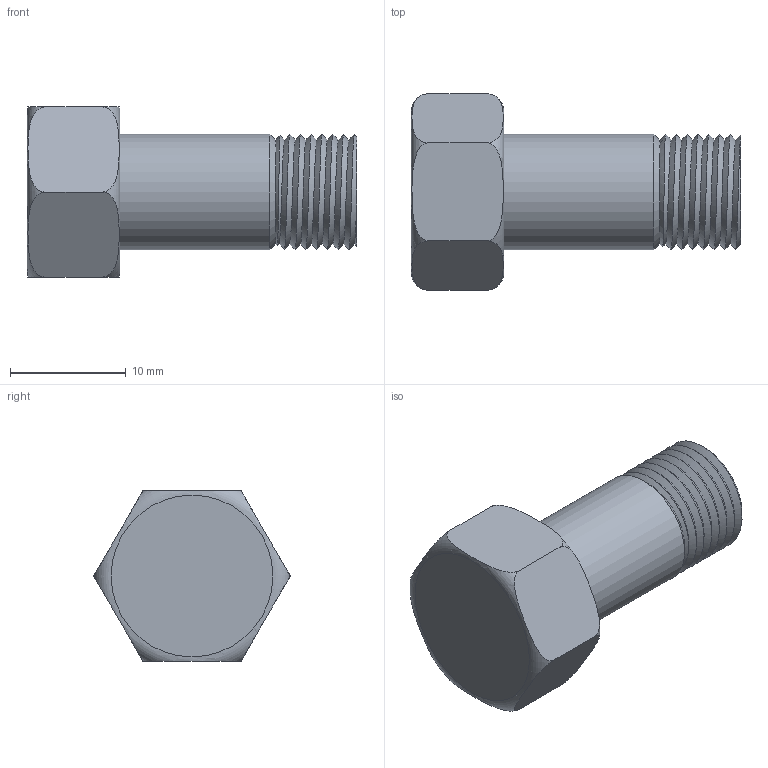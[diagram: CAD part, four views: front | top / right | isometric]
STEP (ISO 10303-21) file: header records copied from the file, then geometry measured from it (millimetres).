
FILE_DESCRIPTION(('HOOPS Exchange Step'),'2;1');
FILE_NAME('temp_export','2022-06-28T02:22:03+02:00',('antoine'),('Shapr3D Limited'),'HOOPS Exchange 2022.0','Shapr3D','Authorized');
FILE_SCHEMA( ('AP203_CONFIGURATION_CONTROLLED_3D_DESIGN_OF_MECHANICAL_PARTS_AND_ASSEMBLIES_MIM_LF') );
Length unit declared in the file: millimetre
Products named in the file (1): root
Bounding box: 28.5 x 17 x 14.72 mm (x, y, z)
Volume: 3042.2 mm3; surface area: 1477.6 mm2
Topology: 1 solids, 1 shells, 17 faces, 44 edges, 30 vertices
Faces by surface type: plane 9, cone 3, torus 2, bspline 2, cylinder 1
Full cylindrical faces by diameter (mm): 10 x1
Entity records: 3264 total; most frequent: CARTESIAN_POINT 2854, ORIENTED_EDGE 88, DIRECTION 70, EDGE_CURVE 44, AXIS2_PLACEMENT_3D 30, VERTEX_POINT 30, B_SPLINE_CURVE_WITH_KNOTS 18, EDGE_LOOP 18
